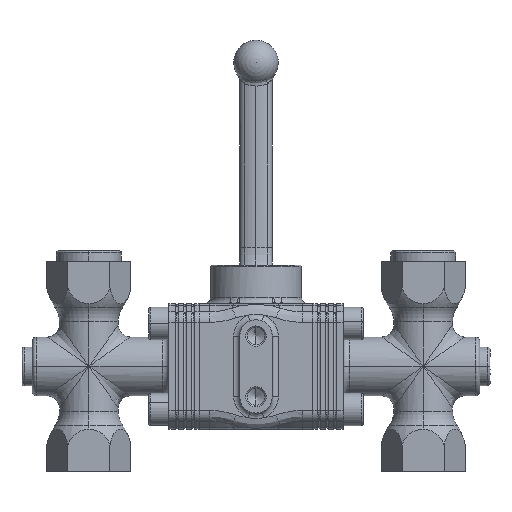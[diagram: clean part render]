
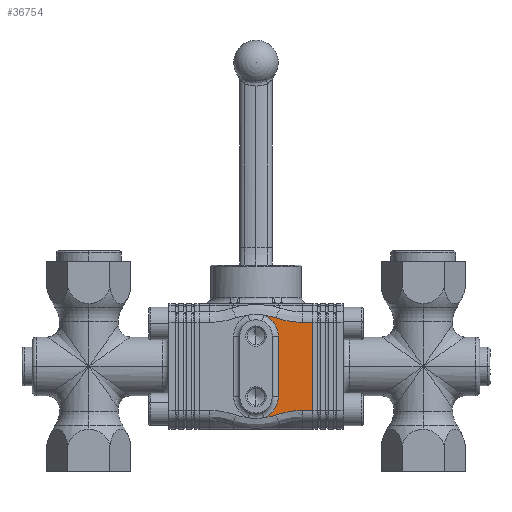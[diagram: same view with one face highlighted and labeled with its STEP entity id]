
A CAD part, front view. The second image highlights one B-rep face of the part: STEP entity #36754.
In plain terms, the highlighted planar face has unit normal (0, -1, 0).
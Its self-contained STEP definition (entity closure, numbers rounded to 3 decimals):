
#1020 = EDGE_CURVE ( 'NONE', #33920, #26902, #39547, .T. ) ;
#3258 = AXIS2_PLACEMENT_3D ( 'NONE', #66841, #30091, #72990 ) ;
#3374 = CIRCLE ( 'NONE', #72267, 11. ) ;
#4640 = CARTESIAN_POINT ( 'NONE',  ( 11.006, -31.2, 23.542 ) ) ;
#5008 = ORIENTED_EDGE ( 'NONE', *, *, #75791, .T. ) ;
#5399 = PLANE ( 'NONE',  #3258 ) ;
#5422 = CARTESIAN_POINT ( 'NONE',  ( 20.788, -31.2, -21.806 ) ) ;
#6121 = VECTOR ( 'NONE', #27087, 1000. ) ;
#6406 = CARTESIAN_POINT ( 'NONE',  ( 4.901, -31.2, -25.177 ) ) ;
#6477 = ORIENTED_EDGE ( 'NONE', *, *, #19449, .T. ) ;
#7005 = VECTOR ( 'NONE', #39921, 1000. ) ;
#8726 = CARTESIAN_POINT ( 'NONE',  ( 28., -31.2, -21.762 ) ) ;
#8769 = CARTESIAN_POINT ( 'NONE',  ( 7.968, -31.2, 24.547 ) ) ;
#9999 = ORIENTED_EDGE ( 'NONE', *, *, #51483, .T. ) ;
#10550 = CARTESIAN_POINT ( 'NONE',  ( 20.784, -31.2, 21.762 ) ) ;
#10748 = CARTESIAN_POINT ( 'NONE',  ( 9.961, -31.2, -23.913 ) ) ;
#11592 = CARTESIAN_POINT ( 'NONE',  ( 23., -31.2, -21.762 ) ) ;
#13351 = CARTESIAN_POINT ( 'NONE',  ( 28., -31.2, 0. ) ) ;
#14713 = CARTESIAN_POINT ( 'NONE',  ( 23., -31.2, -21.762 ) ) ;
#14952 = CARTESIAN_POINT ( 'NONE',  ( 4.905, -31.2, 25.177 ) ) ;
#17237 = LINE ( 'NONE', #8726, #78609 ) ;
#17272 = CARTESIAN_POINT ( 'NONE',  ( 9.961, -31.2, -23.913 ) ) ;
#18801 = CARTESIAN_POINT ( 'NONE',  ( 7.962, -31.2, -24.549 ) ) ;
#18834 = CIRCLE ( 'NONE', #44239, 11. ) ;
#19449 = EDGE_CURVE ( 'NONE', #73813, #34852, #58773, .T. ) ;
#23147 = ORIENTED_EDGE ( 'NONE', *, *, #1020, .T. ) ;
#24567 = VERTEX_POINT ( 'NONE', #51684 ) ;
#24964 = CARTESIAN_POINT ( 'NONE',  ( 9.961, -31.2, -23.913 ) ) ;
#26576 = CARTESIAN_POINT ( 'NONE',  ( 28., -31.2, 21.762 ) ) ;
#26902 = VERTEX_POINT ( 'NONE', #42122 ) ;
#27087 = DIRECTION ( 'NONE',  ( -1., 0., 0. ) ) ;
#28502 = EDGE_CURVE ( 'NONE', #24567, #47608, #66444, .T. ) ;
#28690 = CARTESIAN_POINT ( 'NONE',  ( 0., -31.2, 15. ) ) ;
#28981 = B_SPLINE_CURVE_WITH_KNOTS ( 'NONE', 3,
 ( #17272, #60428, #29852, #72753, #35946, #78932, #42135, #5422, #48356, #11592 ),
 .UNSPECIFIED., .F., .F.,
 ( 4, 2, 2, 2, 4 ),
 ( 0., 0.003, 0.007, 0.01, 0.013 ),
 .UNSPECIFIED. ) ;
#29852 = CARTESIAN_POINT ( 'NONE',  ( 12.065, -31.2, -23.225 ) ) ;
#30091 = DIRECTION ( 'NONE',  ( 0., -1., 0. ) ) ;
#31877 = DIRECTION ( 'NONE',  ( 0., 0., 1. ) ) ;
#32362 = EDGE_CURVE ( 'NONE', #26902, #54154, #3374, .T. ) ;
#32829 = DIRECTION ( 'NONE',  ( 0., 1., 0. ) ) ;
#33920 = VERTEX_POINT ( 'NONE', #40543 ) ;
#34828 = DIRECTION ( 'NONE',  ( 0., 0., -1. ) ) ;
#34852 = VERTEX_POINT ( 'NONE', #44206 ) ;
#35191 = CARTESIAN_POINT ( 'NONE',  ( 15.291, -31.2, 22.463 ) ) ;
#35946 = CARTESIAN_POINT ( 'NONE',  ( 15.298, -31.2, -22.462 ) ) ;
#36754 = ADVANCED_FACE ( 'NONE', ( #41136 ), #5399, .T. ) ;
#36939 = CARTESIAN_POINT ( 'NONE',  ( 3.864, -31.2, -25.299 ) ) ;
#39272 = CARTESIAN_POINT ( 'NONE',  ( 9.961, -31.2, 23.913 ) ) ;
#39386 = ORIENTED_EDGE ( 'NONE', *, *, #28502, .T. ) ;
#39547 = LINE ( 'NONE', #70818, #7005 ) ;
#39704 = B_SPLINE_CURVE_WITH_KNOTS ( 'NONE', 3,
 ( #39272, #76067, #8769, #51676, #14952, #57860 ),
 .UNSPECIFIED., .F., .F.,
 ( 4, 2, 4 ),
 ( 0., 0.003, 0.006 ),
 .UNSPECIFIED. ) ;
#39904 = ORIENTED_EDGE ( 'NONE', *, *, #71132, .T. ) ;
#39921 = DIRECTION ( 'NONE',  ( 0., 0., -1. ) ) ;
#40133 = CARTESIAN_POINT ( 'NONE',  ( 3.864, -31.2, 25.299 ) ) ;
#40543 = CARTESIAN_POINT ( 'NONE',  ( 11., -31.2, 15. ) ) ;
#41136 = FACE_OUTER_BOUND ( 'NONE', #65888, .T. ) ;
#41357 = CARTESIAN_POINT ( 'NONE',  ( 12.064, -31.2, 23.225 ) ) ;
#42122 = CARTESIAN_POINT ( 'NONE',  ( 11., -31.2, -15. ) ) ;
#42135 = CARTESIAN_POINT ( 'NONE',  ( 18.585, -31.2, -21.98 ) ) ;
#42805 = ORIENTED_EDGE ( 'NONE', *, *, #72565, .T. ) ;
#44206 = CARTESIAN_POINT ( 'NONE',  ( 28., -31.2, 21.762 ) ) ;
#44239 = AXIS2_PLACEMENT_3D ( 'NONE', #28690, #71589, #34828 ) ;
#45327 = B_SPLINE_CURVE_WITH_KNOTS ( 'NONE', 3,
 ( #36939, #6406, #55526, #18801, #61688, #24964 ),
 .UNSPECIFIED., .F., .F.,
 ( 4, 2, 4 ),
 ( 0.014, 0.017, 0.02 ),
 .UNSPECIFIED. ) ;
#47565 = CARTESIAN_POINT ( 'NONE',  ( 9.961, -31.2, 23.913 ) ) ;
#47608 = VERTEX_POINT ( 'NONE', #64335 ) ;
#48356 = CARTESIAN_POINT ( 'NONE',  ( 21.892, -31.2, -21.762 ) ) ;
#51483 = EDGE_CURVE ( 'NONE', #54154, #52704, #45327, .T. ) ;
#51676 = CARTESIAN_POINT ( 'NONE',  ( 5.934, -31.2, 25.004 ) ) ;
#51684 = CARTESIAN_POINT ( 'NONE',  ( 23., -31.2, 21.762 ) ) ;
#52704 = VERTEX_POINT ( 'NONE', #10748 ) ;
#53487 = CARTESIAN_POINT ( 'NONE',  ( 23., -31.2, 21.762 ) ) ;
#54154 = VERTEX_POINT ( 'NONE', #66563 ) ;
#55526 = CARTESIAN_POINT ( 'NONE',  ( 5.928, -31.2, -25.005 ) ) ;
#57811 = DIRECTION ( 'NONE',  ( 1., 0., 0. ) ) ;
#57860 = CARTESIAN_POINT ( 'NONE',  ( 3.864, -31.2, 25.299 ) ) ;
#58773 = LINE ( 'NONE', #13351, #75064 ) ;
#60428 = CARTESIAN_POINT ( 'NONE',  ( 11.005, -31.2, -23.542 ) ) ;
#61688 = CARTESIAN_POINT ( 'NONE',  ( 8.968, -31.2, -24.267 ) ) ;
#64335 = CARTESIAN_POINT ( 'NONE',  ( 9.961, -31.2, 23.913 ) ) ;
#65388 = ORIENTED_EDGE ( 'NONE', *, *, #77921, .T. ) ;
#65888 = EDGE_LOOP ( 'NONE', ( #39904, #65388, #23147, #71492, #9999, #69720, #5008, #6477, #42805, #39386 ) ) ;
#66444 = B_SPLINE_CURVE_WITH_KNOTS ( 'NONE', 3,
 ( #53487, #10550, #71978, #35191, #78129, #41357, #4640, #47565 ),
 .UNSPECIFIED., .F., .F.,
 ( 4, 2, 2, 4 ),
 ( 0., 0.007, 0.01, 0.013 ),
 .UNSPECIFIED. ) ;
#66563 = CARTESIAN_POINT ( 'NONE',  ( 3.864, -31.2, -25.299 ) ) ;
#66841 = CARTESIAN_POINT ( 'NONE',  ( 28., -31.2, 0. ) ) ;
#69467 = LINE ( 'NONE', #26576, #6121 ) ;
#69588 = CARTESIAN_POINT ( 'NONE',  ( 0., -31.2, -15. ) ) ;
#69720 = ORIENTED_EDGE ( 'NONE', *, *, #70644, .T. ) ;
#70644 = EDGE_CURVE ( 'NONE', #52704, #76894, #28981, .T. ) ;
#70818 = CARTESIAN_POINT ( 'NONE',  ( 11., -31.2, 0. ) ) ;
#71132 = EDGE_CURVE ( 'NONE', #47608, #75317, #39704, .T. ) ;
#71492 = ORIENTED_EDGE ( 'NONE', *, *, #32362, .T. ) ;
#71589 = DIRECTION ( 'NONE',  ( 0., 1., 0. ) ) ;
#71660 = CARTESIAN_POINT ( 'NONE',  ( 28., -31.2, -21.762 ) ) ;
#71978 = CARTESIAN_POINT ( 'NONE',  ( 18.571, -31.2, 21.934 ) ) ;
#72267 = AXIS2_PLACEMENT_3D ( 'NONE', #69588, #32829, #75724 ) ;
#72565 = EDGE_CURVE ( 'NONE', #34852, #24567, #69467, .T. ) ;
#72753 = CARTESIAN_POINT ( 'NONE',  ( 14.214, -31.2, -22.684 ) ) ;
#72990 = DIRECTION ( 'NONE',  ( 0., 0., -1. ) ) ;
#73813 = VERTEX_POINT ( 'NONE', #71660 ) ;
#75064 = VECTOR ( 'NONE', #31877, 1000. ) ;
#75317 = VERTEX_POINT ( 'NONE', #40133 ) ;
#75724 = DIRECTION ( 'NONE',  ( 0., 0., -1. ) ) ;
#75791 = EDGE_CURVE ( 'NONE', #76894, #73813, #17237, .T. ) ;
#76067 = CARTESIAN_POINT ( 'NONE',  ( 8.972, -31.2, 24.265 ) ) ;
#76894 = VERTEX_POINT ( 'NONE', #14713 ) ;
#77921 = EDGE_CURVE ( 'NONE', #75317, #33920, #18834, .T. ) ;
#78129 = CARTESIAN_POINT ( 'NONE',  ( 14.206, -31.2, 22.686 ) ) ;
#78609 = VECTOR ( 'NONE', #57811, 1000. ) ;
#78932 = CARTESIAN_POINT ( 'NONE',  ( 17.485, -31.2, -22.11 ) ) ;
